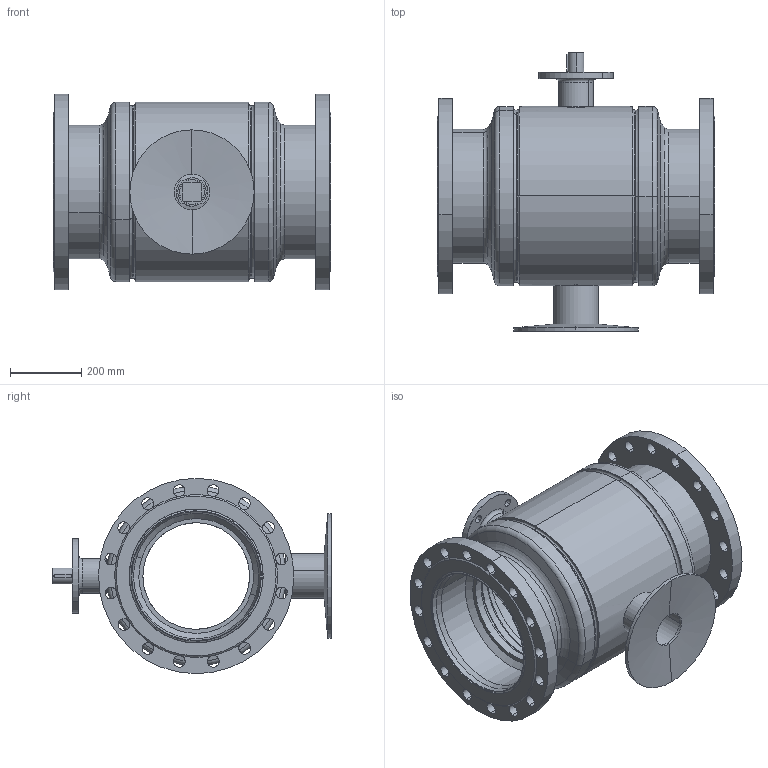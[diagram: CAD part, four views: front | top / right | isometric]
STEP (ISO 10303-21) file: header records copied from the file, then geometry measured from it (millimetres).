
FILE_DESCRIPTION (( 'STEP AP214' ), '1' );
FILE_NAME ('DN35法兰球阀PN25.STEP', '2023-10-08T06:12:24', ( '' ), ( '' ), 'SwSTEP 2.0', 'SolidWorks 2019', '' );
FILE_SCHEMA (( 'AUTOMOTIVE_DESIGN' ));
Length unit declared in the file: millimetre
Products named in the file (9): Q61F-350-7粣杶珨; 350晚概极; 盓殤埴攫350; 350瑩; 350埴攫盓殤奪; 350楊擘2.5; DN350-概极; DN35楊擘⑩概PN25; Q61F-350-3概裝
Assembly tree (10 placements, depth 2):
  DN35楊擘⑩概PN25
    DN350-概极
    350晚概极  x2
    Q61F-350-7粣杶珨
    Q61F-350-3概裝
    350埴攫盓殤奪
    盓殤埴攫350
    350瑩
    350楊擘2.5  x2
Bounding box: 780 x 784.58 x 549.88 mm (x, y, z)
Volume: 39233226.6 mm3; surface area: 3859906.8 mm2
Topology: 10 solids, 10 shells, 451 faces, 1063 edges, 662 vertices
Faces by surface type: cylinder 247, plane 134, cone 44, torus 26
Entity records: 9531 total; most frequent: CARTESIAN_POINT 1969, DIRECTION 1675, ORIENTED_EDGE 1338, AXIS2_PLACEMENT_3D 726, EDGE_CURVE 669, CIRCLE 427, VERTEX_POINT 418, EDGE_LOOP 361
